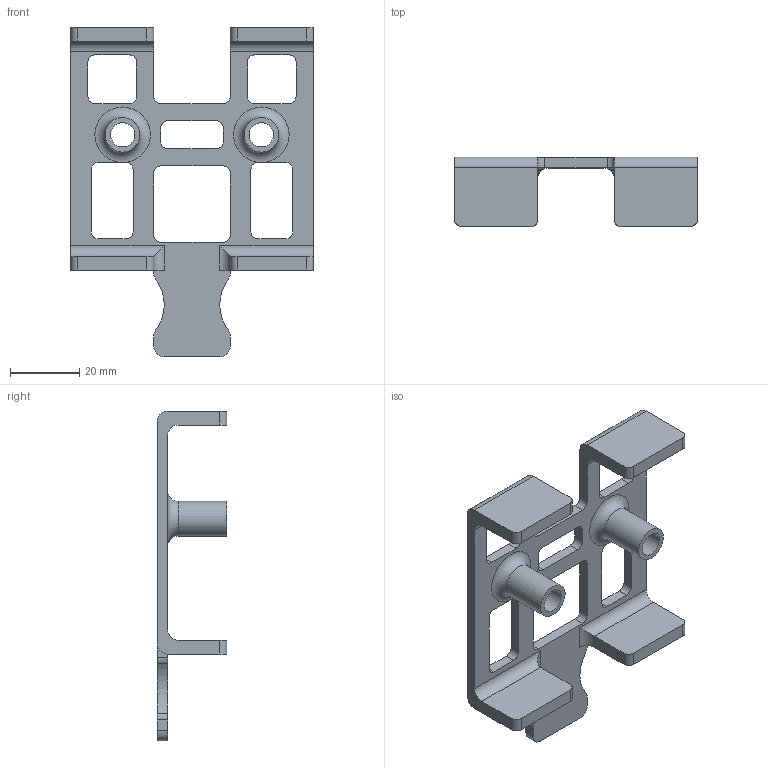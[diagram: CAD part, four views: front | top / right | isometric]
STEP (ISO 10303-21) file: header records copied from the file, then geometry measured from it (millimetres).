
FILE_DESCRIPTION(/* description */ (''),/* implementation_level */ '2;1');
FILE_NAME(/* name */ 'Robot_Stand.stp',/* time_stamp */ '2023-04-11T20:58:05+02:00',/* author */ ('Oudenas'),/* organization */ (''),/* preprocessor_version */ 'ST-DEVELOPER v17',/* originating_system */ 'Autodesk Inventor 2019',/* authorisation */ '');
FILE_SCHEMA (('AUTOMOTIVE_DESIGN { 1 0 10303 214 3 1 1 }'));
Length unit declared in the file: millimetre
Products named in the file (1): Robot_Stand
Bounding box: 70 x 20 x 95 mm (x, y, z)
Volume: 17859.3 mm3; surface area: 14166.9 mm2
Topology: 1 solids, 1 shells, 112 faces, 324 edges, 214 vertices
Faces by surface type: cylinder 56, plane 52, torus 4
Full cylindrical faces by diameter (mm): 7 x2, 10 x2
Entity records: 3795 total; most frequent: DIRECTION 674, CARTESIAN_POINT 651, ORIENTED_EDGE 648, EDGE_CURVE 324, AXIS2_PLACEMENT_3D 237, VERTEX_POINT 214, LINE 200, VECTOR 200
